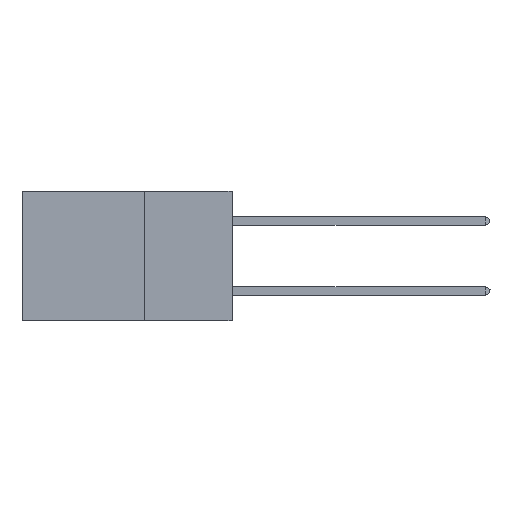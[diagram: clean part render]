
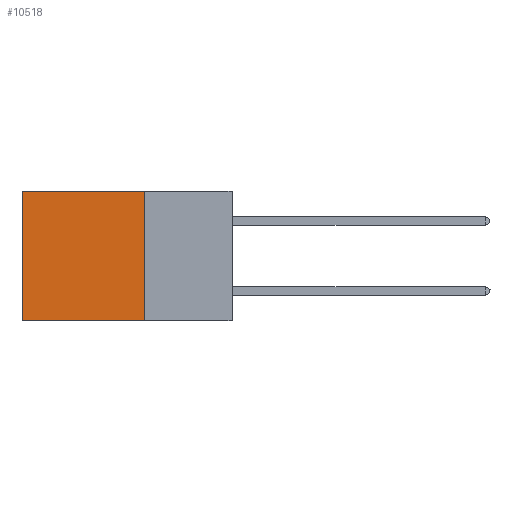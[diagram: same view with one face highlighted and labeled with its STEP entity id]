
A CAD part, left-side view. The second image highlights one B-rep face of the part: STEP entity #10518.
In plain terms, the highlighted planar face has unit normal (-1, 0, 0).
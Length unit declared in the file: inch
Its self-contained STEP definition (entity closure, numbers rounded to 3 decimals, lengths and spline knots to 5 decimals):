
#2565 = ORIENTED_EDGE ( 'NONE', *, *, #6277, .F. ) ;
#2622 = VECTOR ( 'NONE', #17274, 39.37008 ) ;
#2876 = ORIENTED_EDGE ( 'NONE', *, *, #35890, .T. ) ;
#3548 = EDGE_CURVE ( 'NONE', #14202, #22774, #3977, .T. ) ;
#3977 = LINE ( 'NONE', #18169, #33646 ) ;
#6277 = EDGE_CURVE ( 'NONE', #36189, #14202, #33641, .T. ) ;
#7257 = CARTESIAN_POINT ( 'NONE',  ( 0.2875, 0.25, 0. ) ) ;
#7363 = CARTESIAN_POINT ( 'NONE',  ( 0.2875, 0.25, 0. ) ) ;
#8269 = CARTESIAN_POINT ( 'NONE',  ( 0.2875, 0.6, 0. ) ) ;
#8485 = EDGE_CURVE ( 'NONE', #8527, #22774, #29485, .T. ) ;
#8527 = VERTEX_POINT ( 'NONE', #8269 ) ;
#10141 = ORIENTED_EDGE ( 'NONE', *, *, #8485, .T. ) ;
#10518 = ADVANCED_FACE ( 'NONE', ( #36192 ), #24972, .F. ) ;
#10853 = EDGE_LOOP ( 'NONE', ( #10141, #18198, #2565, #2876 ) ) ;
#12804 = VECTOR ( 'NONE', #21344, 39.37008 ) ;
#13131 = DIRECTION ( 'NONE',  ( 1., 0., 0. ) ) ;
#13186 = CARTESIAN_POINT ( 'NONE',  ( 0.2875, 0.6, -0.37 ) ) ;
#14202 = VERTEX_POINT ( 'NONE', #16028 ) ;
#15368 = LINE ( 'NONE', #7363, #29680 ) ;
#16028 = CARTESIAN_POINT ( 'NONE',  ( 0.2875, 0.25, -0.37 ) ) ;
#16336 = CARTESIAN_POINT ( 'NONE',  ( 0.2875, 0.25, 0. ) ) ;
#16932 = CARTESIAN_POINT ( 'NONE',  ( 0.2875, 0.6, 0. ) ) ;
#17274 = DIRECTION ( 'NONE',  ( 0., 0., -1. ) ) ;
#18169 = CARTESIAN_POINT ( 'NONE',  ( 0.2875, 0.25, -0.37 ) ) ;
#18198 = ORIENTED_EDGE ( 'NONE', *, *, #3548, .F. ) ;
#21344 = DIRECTION ( 'NONE',  ( 0., 0., -1. ) ) ;
#21905 = DIRECTION ( 'NONE',  ( 0., 1., 0. ) ) ;
#22774 = VERTEX_POINT ( 'NONE', #13186 ) ;
#24972 = PLANE ( 'NONE',  #35941 ) ;
#29485 = LINE ( 'NONE', #16932, #12804 ) ;
#29680 = VECTOR ( 'NONE', #21905, 39.37008 ) ;
#33295 = DIRECTION ( 'NONE',  ( 0., 0., -1. ) ) ;
#33545 = DIRECTION ( 'NONE',  ( 0., 1., 0. ) ) ;
#33641 = LINE ( 'NONE', #34295, #2622 ) ;
#33646 = VECTOR ( 'NONE', #33545, 39.37008 ) ;
#34295 = CARTESIAN_POINT ( 'NONE',  ( 0.2875, 0.25, 0. ) ) ;
#35890 = EDGE_CURVE ( 'NONE', #36189, #8527, #15368, .T. ) ;
#35941 = AXIS2_PLACEMENT_3D ( 'NONE', #7257, #13131, #33295 ) ;
#36189 = VERTEX_POINT ( 'NONE', #16336 ) ;
#36192 = FACE_OUTER_BOUND ( 'NONE', #10853, .T. ) ;
